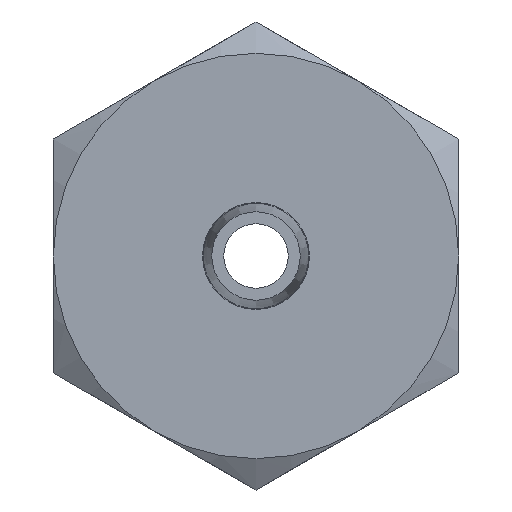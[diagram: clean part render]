
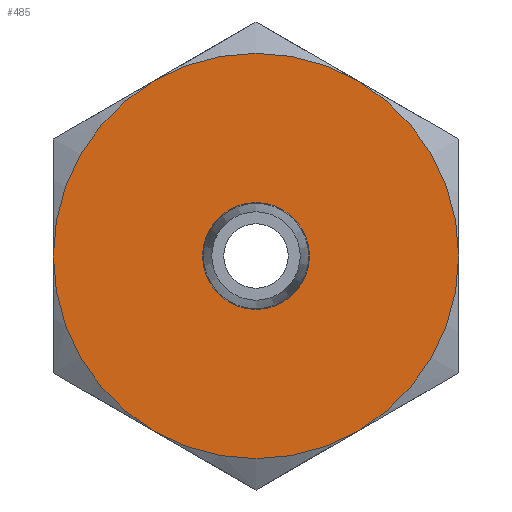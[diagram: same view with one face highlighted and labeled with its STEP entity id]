
A CAD part, left-side view. The second image highlights one B-rep face of the part: STEP entity #485.
In plain terms, the highlighted planar face has unit normal (-1, 0, 0).
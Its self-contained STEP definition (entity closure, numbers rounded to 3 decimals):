
#16=FACE_BOUND('',#97,.T.);
#27=PLANE('',#549);
#66=FACE_OUTER_BOUND('',#96,.T.);
#96=EDGE_LOOP('',(#380,#381,#382,#383,#384,#385));
#97=EDGE_LOOP('',(#386,#387));
#168=CIRCLE('',#531,11.);
#169=CIRCLE('',#533,11.);
#170=CIRCLE('',#535,11.);
#171=CIRCLE('',#537,11.);
#172=CIRCLE('',#539,11.);
#173=CIRCLE('',#541,11.);
#176=CIRCLE('',#550,2.9);
#177=CIRCLE('',#551,2.9);
#205=VERTEX_POINT('',#764);
#207=VERTEX_POINT('',#769);
#209=VERTEX_POINT('',#776);
#210=VERTEX_POINT('',#785);
#213=VERTEX_POINT('',#796);
#214=VERTEX_POINT('',#805);
#225=VERTEX_POINT('',#850);
#226=VERTEX_POINT('',#851);
#258=EDGE_CURVE('',#207,#205,#168,.T.);
#262=EDGE_CURVE('',#209,#207,#169,.T.);
#264=EDGE_CURVE('',#205,#210,#170,.T.);
#268=EDGE_CURVE('',#213,#209,#171,.T.);
#270=EDGE_CURVE('',#210,#214,#172,.T.);
#274=EDGE_CURVE('',#214,#213,#173,.T.);
#288=EDGE_CURVE('',#225,#226,#176,.T.);
#289=EDGE_CURVE('',#226,#225,#177,.T.);
#380=ORIENTED_EDGE('',*,*,#258,.T.);
#381=ORIENTED_EDGE('',*,*,#264,.T.);
#382=ORIENTED_EDGE('',*,*,#270,.T.);
#383=ORIENTED_EDGE('',*,*,#274,.T.);
#384=ORIENTED_EDGE('',*,*,#268,.T.);
#385=ORIENTED_EDGE('',*,*,#262,.T.);
#386=ORIENTED_EDGE('',*,*,#288,.T.);
#387=ORIENTED_EDGE('',*,*,#289,.T.);
#485=ADVANCED_FACE('',(#66,#16),#27,.T.);
#531=AXIS2_PLACEMENT_3D('',#770,#613,#614);
#533=AXIS2_PLACEMENT_3D('',#783,#617,#618);
#535=AXIS2_PLACEMENT_3D('',#790,#621,#622);
#537=AXIS2_PLACEMENT_3D('',#803,#625,#626);
#539=AXIS2_PLACEMENT_3D('',#810,#629,#630);
#541=AXIS2_PLACEMENT_3D('',#822,#633,#634);
#549=AXIS2_PLACEMENT_3D('',#849,#660,#661);
#550=AXIS2_PLACEMENT_3D('',#852,#662,#663);
#551=AXIS2_PLACEMENT_3D('',#853,#664,#665);
#613=DIRECTION('center_axis',(-1.,0.,0.));
#614=DIRECTION('ref_axis',(0.,0.,1.));
#617=DIRECTION('center_axis',(-1.,0.,0.));
#618=DIRECTION('ref_axis',(0.,0.,1.));
#621=DIRECTION('center_axis',(-1.,0.,0.));
#622=DIRECTION('ref_axis',(0.,0.,1.));
#625=DIRECTION('center_axis',(-1.,0.,0.));
#626=DIRECTION('ref_axis',(0.,0.,1.));
#629=DIRECTION('center_axis',(-1.,0.,0.));
#630=DIRECTION('ref_axis',(0.,0.,1.));
#633=DIRECTION('center_axis',(-1.,0.,0.));
#634=DIRECTION('ref_axis',(0.,0.,1.));
#660=DIRECTION('center_axis',(-1.,0.,0.));
#661=DIRECTION('ref_axis',(0.,0.,1.));
#662=DIRECTION('center_axis',(1.,0.,0.));
#663=DIRECTION('ref_axis',(0.,0.,1.));
#664=DIRECTION('center_axis',(1.,0.,0.));
#665=DIRECTION('ref_axis',(0.,0.,1.));
#764=CARTESIAN_POINT('',(-9.5,-11.,0.));
#769=CARTESIAN_POINT('',(-9.5,-5.5,-9.526));
#770=CARTESIAN_POINT('Origin',(-9.5,0.,0.));
#776=CARTESIAN_POINT('',(-9.5,5.5,-9.526));
#783=CARTESIAN_POINT('Origin',(-9.5,0.,0.));
#785=CARTESIAN_POINT('',(-9.5,-5.5,9.526));
#790=CARTESIAN_POINT('Origin',(-9.5,0.,0.));
#796=CARTESIAN_POINT('',(-9.5,11.,0.));
#803=CARTESIAN_POINT('Origin',(-9.5,0.,0.));
#805=CARTESIAN_POINT('',(-9.5,5.5,9.526));
#810=CARTESIAN_POINT('Origin',(-9.5,0.,0.));
#822=CARTESIAN_POINT('Origin',(-9.5,0.,0.));
#849=CARTESIAN_POINT('Origin',(-9.5,0.,0.));
#850=CARTESIAN_POINT('',(-9.5,0.,2.9));
#851=CARTESIAN_POINT('',(-9.5,0.,-2.9));
#852=CARTESIAN_POINT('Origin',(-9.5,0.,0.));
#853=CARTESIAN_POINT('Origin',(-9.5,0.,0.));
